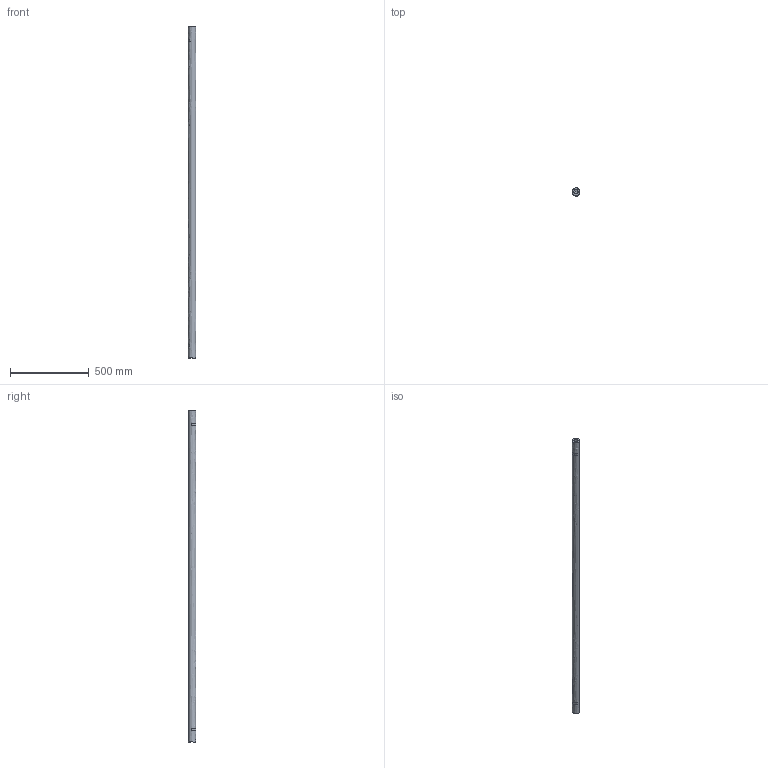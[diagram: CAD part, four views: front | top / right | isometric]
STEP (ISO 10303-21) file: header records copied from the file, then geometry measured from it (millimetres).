
FILE_DESCRIPTION (( 'STEP AP203' ), '1' );
FILE_NAME ('682-09 Columna hasta base pistón pote.STEP', '2021-07-19T22:21:21', ( '' ), ( '' ), 'SwSTEP 2.0', 'SolidWorks 2018', '' );
FILE_SCHEMA (( 'CONFIG_CONTROL_DESIGN' ));
Length unit declared in the file: millimetre
Products named in the file (1): 682-09 Columna hasta base pistón pote
Bounding box: 50 x 50 x 2107 mm (x, y, z)
Volume: 4066203.5 mm3; surface area: 346647.1 mm2
Topology: 1 solids, 1 shells, 24 faces, 66 edges, 46 vertices
Faces by surface type: bspline 24
Entity records: 1011 total; most frequent: CARTESIAN_POINT 571, ORIENTED_EDGE 124, EDGE_CURVE 62, VERTEX_POINT 46, EDGE_LOOP 30, B_SPLINE_CURVE_WITH_KNOTS 26, FACE_OUTER_BOUND 24, ADVANCED_FACE 24
